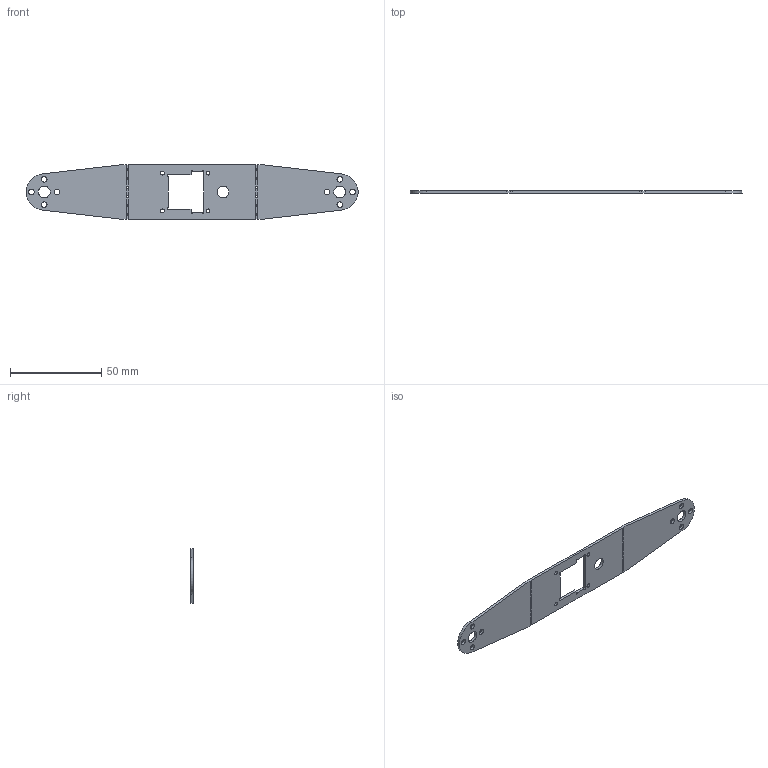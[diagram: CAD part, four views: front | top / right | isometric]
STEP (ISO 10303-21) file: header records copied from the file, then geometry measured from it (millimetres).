
FILE_DESCRIPTION(/* description */ (''),/* implementation_level */ '2;1');
FILE_NAME(/* name */ 'Leg_t1.5_CAM_2.stp',/* time_stamp */ '2025-04-27T02:15:00+09:00',/* author */ ('rei_r'),/* organization */ (''),/* preprocessor_version */ 'ST-DEVELOPER v19.2',/* originating_system */ 'Autodesk Inventor 2023',/* authorisation */ '');
FILE_SCHEMA (('AUTOMOTIVE_DESIGN { 1 0 10303 214 3 1 1 }'));
Length unit declared in the file: millimetre
Products named in the file (1): hip_joint_1
Bounding box: 182 x 1.5 x 30 mm (x, y, z)
Volume: 6258.8 mm3; surface area: 9368.7 mm2
Topology: 1 solids, 1 shells, 91 faces, 323 edges, 210 vertices
Faces by surface type: plane 56, cylinder 35
Full cylindrical faces by diameter (mm): 1.1 x12, 2.1 x4, 3.1 x8, 6.5 x3
Entity records: 3690 total; most frequent: DIRECTION 673, ORIENTED_EDGE 646, CARTESIAN_POINT 625, EDGE_CURVE 323, AXIS2_PLACEMENT_3D 258, VERTEX_POINT 210, CIRCLE 166, LINE 157
